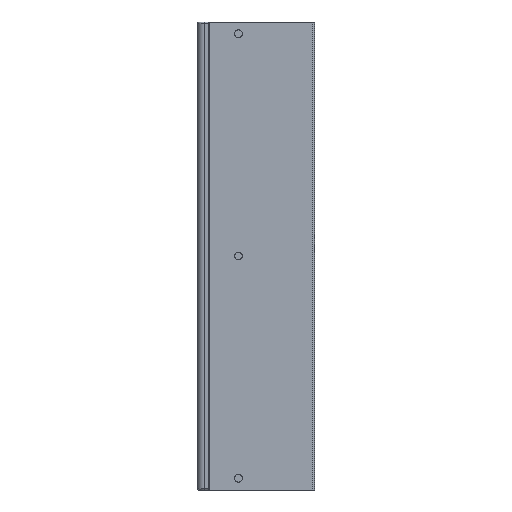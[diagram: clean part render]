
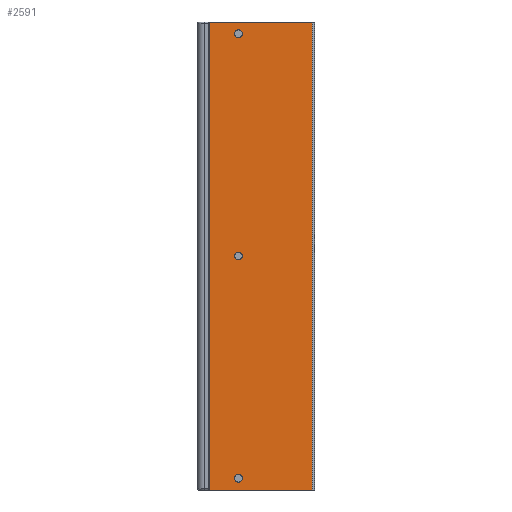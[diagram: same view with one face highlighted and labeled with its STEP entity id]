
A CAD part, front view. The second image highlights one B-rep face of the part: STEP entity #2591.
In plain terms, the highlighted planar face has unit normal (0, -1, 0).
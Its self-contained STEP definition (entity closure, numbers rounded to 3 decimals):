
#39 = VECTOR ( 'NONE', #729, 1000. ) ;
#42 = EDGE_CURVE ( 'NONE', #2244, #2379, #2479, .T. ) ;
#75 = FACE_BOUND ( 'NONE', #1503, .T. ) ;
#165 = CARTESIAN_POINT ( 'NONE',  ( 24., -11.5, 200. ) ) ;
#259 = FACE_BOUND ( 'NONE', #3168, .T. ) ;
#267 = DIRECTION ( 'NONE',  ( 0., 0., 1. ) ) ;
#278 = ORIENTED_EDGE ( 'NONE', *, *, #42, .F. ) ;
#283 = AXIS2_PLACEMENT_3D ( 'NONE', #1636, #1725, #1986 ) ;
#397 = EDGE_CURVE ( 'NONE', #1296, #2664, #2441, .T. ) ;
#403 = DIRECTION ( 'NONE',  ( 0., 0., 1. ) ) ;
#438 = CIRCLE ( 'NONE', #2126, 1.65 ) ;
#456 = CARTESIAN_POINT ( 'NONE',  ( -20.5, -11.5, 0. ) ) ;
#464 = CARTESIAN_POINT ( 'NONE',  ( -7.5, -11.5, 195. ) ) ;
#564 = EDGE_CURVE ( 'NONE', #3188, #1186, #438, .T. ) ;
#584 = ORIENTED_EDGE ( 'NONE', *, *, #397, .T. ) ;
#591 = CARTESIAN_POINT ( 'NONE',  ( -7.5, -11.5, 100. ) ) ;
#649 = DIRECTION ( 'NONE',  ( 0., 1., 0. ) ) ;
#705 = AXIS2_PLACEMENT_3D ( 'NONE', #3103, #3130, #267 ) ;
#721 = CARTESIAN_POINT ( 'NONE',  ( 24., -11.5, 0. ) ) ;
#729 = DIRECTION ( 'NONE',  ( 0., 0., 1. ) ) ;
#948 = CARTESIAN_POINT ( 'NONE',  ( -20., -11.5, 200. ) ) ;
#1032 = DIRECTION ( 'NONE',  ( 0., -1., 0. ) ) ;
#1044 = CARTESIAN_POINT ( 'NONE',  ( -7.5, -11.5, 5. ) ) ;
#1051 = CARTESIAN_POINT ( 'NONE',  ( 0., -11.5, 0. ) ) ;
#1067 = CARTESIAN_POINT ( 'NONE',  ( 24., -11.5, 200. ) ) ;
#1083 = DIRECTION ( 'NONE',  ( 0., -1., 0. ) ) ;
#1130 = DIRECTION ( 'NONE',  ( 0., -1., 0. ) ) ;
#1168 = AXIS2_PLACEMENT_3D ( 'NONE', #3234, #649, #2655 ) ;
#1186 = VERTEX_POINT ( 'NONE', #1226 ) ;
#1226 = CARTESIAN_POINT ( 'NONE',  ( -7.5, -11.5, 101.65 ) ) ;
#1283 = FACE_BOUND ( 'NONE', #1452, .T. ) ;
#1296 = VERTEX_POINT ( 'NONE', #1067 ) ;
#1309 = ORIENTED_EDGE ( 'NONE', *, *, #1593, .T. ) ;
#1319 = DIRECTION ( 'NONE',  ( 0., 0., 1. ) ) ;
#1321 = VERTEX_POINT ( 'NONE', #456 ) ;
#1452 = EDGE_LOOP ( 'NONE', ( #2778, #1832 ) ) ;
#1487 = CIRCLE ( 'NONE', #3205, 1.65 ) ;
#1494 = AXIS2_PLACEMENT_3D ( 'NONE', #2799, #1130, #3126 ) ;
#1503 = EDGE_LOOP ( 'NONE', ( #2569, #1614 ) ) ;
#1567 = LINE ( 'NONE', #165, #39 ) ;
#1593 = EDGE_CURVE ( 'NONE', #1861, #1296, #1567, .T. ) ;
#1601 = AXIS2_PLACEMENT_3D ( 'NONE', #1044, #2749, #3575 ) ;
#1614 = ORIENTED_EDGE ( 'NONE', *, *, #2362, .F. ) ;
#1636 = CARTESIAN_POINT ( 'NONE',  ( -20., -11.5, -70. ) ) ;
#1650 = CARTESIAN_POINT ( 'NONE',  ( -7.5, -11.5, 196.65 ) ) ;
#1674 = CARTESIAN_POINT ( 'NONE',  ( -7.5, -11.5, 98.35 ) ) ;
#1689 = PLANE ( 'NONE',  #283 ) ;
#1711 = ORIENTED_EDGE ( 'NONE', *, *, #2274, .F. ) ;
#1712 = VECTOR ( 'NONE', #3005, 1000. ) ;
#1717 = CARTESIAN_POINT ( 'NONE',  ( -7.5, -11.5, 100. ) ) ;
#1725 = DIRECTION ( 'NONE',  ( 0., 1., 0. ) ) ;
#1832 = ORIENTED_EDGE ( 'NONE', *, *, #2571, .F. ) ;
#1837 = DIRECTION ( 'NONE',  ( 0., 0., 1. ) ) ;
#1861 = VERTEX_POINT ( 'NONE', #721 ) ;
#1986 = DIRECTION ( 'NONE',  ( 0., 0., 1. ) ) ;
#2041 = CARTESIAN_POINT ( 'NONE',  ( -20., -11.5, 199.5 ) ) ;
#2065 = VECTOR ( 'NONE', #3228, 1000. ) ;
#2082 = DIRECTION ( 'NONE',  ( 0., -1., 0. ) ) ;
#2126 = AXIS2_PLACEMENT_3D ( 'NONE', #1717, #1083, #1837 ) ;
#2146 = ORIENTED_EDGE ( 'NONE', *, *, #3686, .F. ) ;
#2182 = CIRCLE ( 'NONE', #1494, 1.65 ) ;
#2203 = EDGE_CURVE ( 'NONE', #2244, #1321, #3190, .T. ) ;
#2228 = AXIS2_PLACEMENT_3D ( 'NONE', #591, #2505, #403 ) ;
#2234 = CIRCLE ( 'NONE', #1601, 1.65 ) ;
#2244 = VERTEX_POINT ( 'NONE', #2341 ) ;
#2250 = VERTEX_POINT ( 'NONE', #3186 ) ;
#2267 = DIRECTION ( 'NONE',  ( -1., 0., 0. ) ) ;
#2274 = EDGE_CURVE ( 'NONE', #1861, #1321, #3675, .T. ) ;
#2341 = CARTESIAN_POINT ( 'NONE',  ( -20., -11.5, 0.5 ) ) ;
#2362 = EDGE_CURVE ( 'NONE', #3568, #3421, #2552, .T. ) ;
#2375 = CIRCLE ( 'NONE', #2228, 1.65 ) ;
#2379 = VERTEX_POINT ( 'NONE', #2041 ) ;
#2440 = ORIENTED_EDGE ( 'NONE', *, *, #2522, .T. ) ;
#2441 = LINE ( 'NONE', #948, #2065 ) ;
#2472 = CARTESIAN_POINT ( 'NONE',  ( -7.5, -11.5, 193.35 ) ) ;
#2479 = LINE ( 'NONE', #2766, #1712 ) ;
#2505 = DIRECTION ( 'NONE',  ( 0., -1., 0. ) ) ;
#2522 = EDGE_CURVE ( 'NONE', #2664, #2379, #2662, .T. ) ;
#2552 = CIRCLE ( 'NONE', #2762, 1.65 ) ;
#2569 = ORIENTED_EDGE ( 'NONE', *, *, #2906, .F. ) ;
#2571 = EDGE_CURVE ( 'NONE', #1186, #3188, #2375, .T. ) ;
#2591 = ADVANCED_FACE ( 'NONE', ( #3314, #75, #1283, #259 ), #1689, .F. ) ;
#2641 = CARTESIAN_POINT ( 'NONE',  ( -7.5, -11.5, 6.65 ) ) ;
#2655 = DIRECTION ( 'NONE',  ( 0., 0., 1. ) ) ;
#2662 = CIRCLE ( 'NONE', #705, 0.5 ) ;
#2664 = VERTEX_POINT ( 'NONE', #2925 ) ;
#2702 = ORIENTED_EDGE ( 'NONE', *, *, #2203, .T. ) ;
#2749 = DIRECTION ( 'NONE',  ( 0., -1., 0. ) ) ;
#2762 = AXIS2_PLACEMENT_3D ( 'NONE', #464, #1032, #1319 ) ;
#2766 = CARTESIAN_POINT ( 'NONE',  ( -20., -11.5, -70. ) ) ;
#2778 = ORIENTED_EDGE ( 'NONE', *, *, #564, .F. ) ;
#2799 = CARTESIAN_POINT ( 'NONE',  ( -7.5, -11.5, 195. ) ) ;
#2906 = EDGE_CURVE ( 'NONE', #3421, #3568, #2182, .T. ) ;
#2925 = CARTESIAN_POINT ( 'NONE',  ( -20.5, -11.5, 200. ) ) ;
#2945 = VERTEX_POINT ( 'NONE', #2641 ) ;
#3005 = DIRECTION ( 'NONE',  ( 0., 0., 1. ) ) ;
#3069 = EDGE_LOOP ( 'NONE', ( #1711, #1309, #584, #2440, #278, #2702 ) ) ;
#3070 = VECTOR ( 'NONE', #2267, 1000. ) ;
#3077 = EDGE_CURVE ( 'NONE', #2250, #2945, #2234, .T. ) ;
#3103 = CARTESIAN_POINT ( 'NONE',  ( -20.5, -11.5, 199.5 ) ) ;
#3126 = DIRECTION ( 'NONE',  ( 0., 0., 1. ) ) ;
#3130 = DIRECTION ( 'NONE',  ( 0., 1., 0. ) ) ;
#3168 = EDGE_LOOP ( 'NONE', ( #3564, #2146 ) ) ;
#3186 = CARTESIAN_POINT ( 'NONE',  ( -7.5, -11.5, 3.35 ) ) ;
#3188 = VERTEX_POINT ( 'NONE', #1674 ) ;
#3190 = CIRCLE ( 'NONE', #1168, 0.5 ) ;
#3205 = AXIS2_PLACEMENT_3D ( 'NONE', #3477, #2082, #3499 ) ;
#3228 = DIRECTION ( 'NONE',  ( -1., 0., 0. ) ) ;
#3234 = CARTESIAN_POINT ( 'NONE',  ( -20.5, -11.5, 0.5 ) ) ;
#3314 = FACE_OUTER_BOUND ( 'NONE', #3069, .T. ) ;
#3421 = VERTEX_POINT ( 'NONE', #2472 ) ;
#3477 = CARTESIAN_POINT ( 'NONE',  ( -7.5, -11.5, 5. ) ) ;
#3499 = DIRECTION ( 'NONE',  ( 0., 0., 1. ) ) ;
#3564 = ORIENTED_EDGE ( 'NONE', *, *, #3077, .F. ) ;
#3568 = VERTEX_POINT ( 'NONE', #1650 ) ;
#3575 = DIRECTION ( 'NONE',  ( 0., 0., 1. ) ) ;
#3675 = LINE ( 'NONE', #1051, #3070 ) ;
#3686 = EDGE_CURVE ( 'NONE', #2945, #2250, #1487, .T. ) ;
